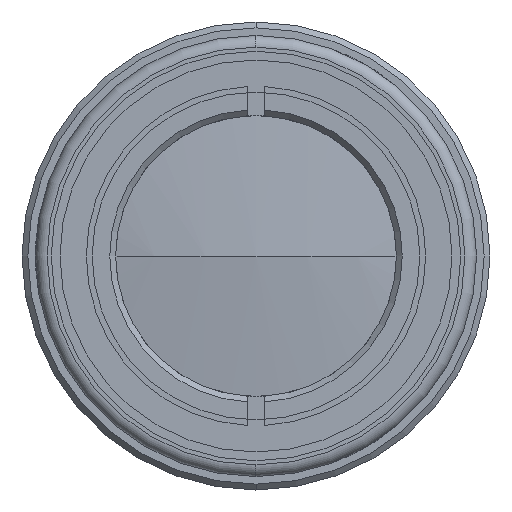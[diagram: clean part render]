
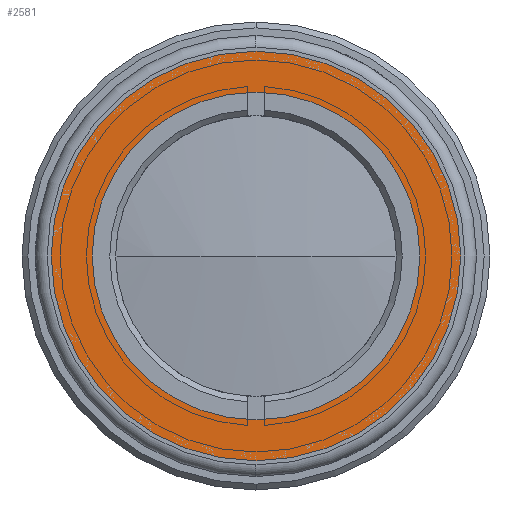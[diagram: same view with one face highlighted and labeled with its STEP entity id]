
A CAD part, left-side view. The second image highlights one B-rep face of the part: STEP entity #2581.
In plain terms, the highlighted planar face has unit normal (-1, 0, 0).
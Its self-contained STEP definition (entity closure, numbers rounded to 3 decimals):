
#32 = DIRECTION ( 'NONE',  ( -1., 0., 0. ) ) ;
#123 = DIRECTION ( 'NONE',  ( -1., 0., 0. ) ) ;
#164 = CARTESIAN_POINT ( 'NONE',  ( 132.34, 0., 0. ) ) ;
#409 = CIRCLE ( 'NONE', #1728, 17.5 ) ;
#429 = DIRECTION ( 'NONE',  ( 0., 0., 1. ) ) ;
#431 = DIRECTION ( 'NONE',  ( -1., 0., 0. ) ) ;
#441 = CARTESIAN_POINT ( 'NONE',  ( 132.34, 0., -17.5 ) ) ;
#566 = EDGE_CURVE ( 'NONE', #1287, #708, #2819, .T. ) ;
#708 = VERTEX_POINT ( 'NONE', #3147 ) ;
#809 = EDGE_CURVE ( 'NONE', #2747, #3150, #1687, .T. ) ;
#1012 = AXIS2_PLACEMENT_3D ( 'NONE', #1630, #32, #1888 ) ;
#1097 = EDGE_LOOP ( 'NONE', ( #1286, #1901 ) ) ;
#1247 = CARTESIAN_POINT ( 'NONE',  ( 132.34, 17.5, 0. ) ) ;
#1286 = ORIENTED_EDGE ( 'NONE', *, *, #566, .F. ) ;
#1287 = VERTEX_POINT ( 'NONE', #1898 ) ;
#1427 = FACE_OUTER_BOUND ( 'NONE', #2419, .T. ) ;
#1500 = PLANE ( 'NONE',  #2179 ) ;
#1510 = DIRECTION ( 'NONE',  ( 0., 0., -1. ) ) ;
#1532 = AXIS2_PLACEMENT_3D ( 'NONE', #1718, #123, #1978 ) ;
#1563 = ORIENTED_EDGE ( 'NONE', *, *, #809, .T. ) ;
#1630 = CARTESIAN_POINT ( 'NONE',  ( 132.34, 0., 0. ) ) ;
#1681 = AXIS2_PLACEMENT_3D ( 'NONE', #164, #2019, #429 ) ;
#1687 = CIRCLE ( 'NONE', #1012, 17.5 ) ;
#1718 = CARTESIAN_POINT ( 'NONE',  ( 132.34, 0., 0. ) ) ;
#1728 = AXIS2_PLACEMENT_3D ( 'NONE', #2020, #431, #2306 ) ;
#1888 = DIRECTION ( 'NONE',  ( 0., 0., 1. ) ) ;
#1895 = ORIENTED_EDGE ( 'NONE', *, *, #3107, .T. ) ;
#1898 = CARTESIAN_POINT ( 'NONE',  ( 132.34, 0., 14. ) ) ;
#1901 = ORIENTED_EDGE ( 'NONE', *, *, #2488, .F. ) ;
#1978 = DIRECTION ( 'NONE',  ( 0., 0., 1. ) ) ;
#1999 = CIRCLE ( 'NONE', #1532, 14. ) ;
#2019 = DIRECTION ( 'NONE',  ( -1., 0., 0. ) ) ;
#2020 = CARTESIAN_POINT ( 'NONE',  ( 132.34, 0., 0. ) ) ;
#2179 = AXIS2_PLACEMENT_3D ( 'NONE', #1247, #3109, #1510 ) ;
#2306 = DIRECTION ( 'NONE',  ( 0., 0., 1. ) ) ;
#2419 = EDGE_LOOP ( 'NONE', ( #1563, #1895 ) ) ;
#2488 = EDGE_CURVE ( 'NONE', #708, #1287, #1999, .T. ) ;
#2581 = ADVANCED_FACE ( 'NONE', ( #2760, #1427 ), #1500, .F. ) ;
#2747 = VERTEX_POINT ( 'NONE', #3171 ) ;
#2760 = FACE_BOUND ( 'NONE', #1097, .T. ) ;
#2819 = CIRCLE ( 'NONE', #1681, 14. ) ;
#3107 = EDGE_CURVE ( 'NONE', #3150, #2747, #409, .T. ) ;
#3109 = DIRECTION ( 'NONE',  ( 1., 0., 0. ) ) ;
#3147 = CARTESIAN_POINT ( 'NONE',  ( 132.34, 0., -14. ) ) ;
#3150 = VERTEX_POINT ( 'NONE', #441 ) ;
#3171 = CARTESIAN_POINT ( 'NONE',  ( 132.34, 0., 17.5 ) ) ;
